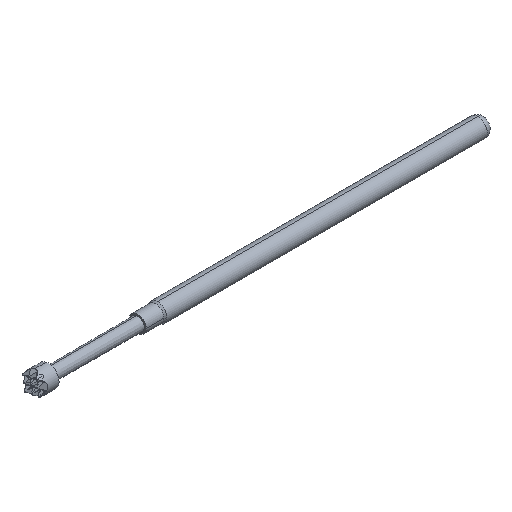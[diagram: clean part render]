
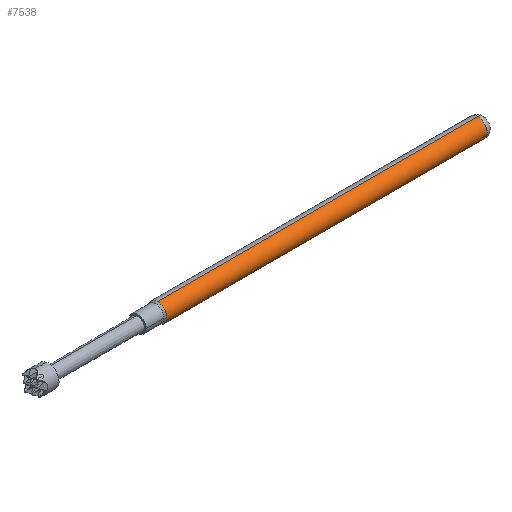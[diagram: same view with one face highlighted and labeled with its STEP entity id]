
A CAD part, isometric view. The second image highlights one B-rep face of the part: STEP entity #7538.
In plain terms, the highlighted cylindrical face has radius 0.683 mm (diameter 1.367 mm), a partial arc.
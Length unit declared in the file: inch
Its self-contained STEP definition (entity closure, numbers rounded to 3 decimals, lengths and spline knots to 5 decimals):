
#67 = LINE ( 'NONE', #841, #2856 ) ;
#263 = EDGE_CURVE ( 'NONE', #6609, #1474, #1058, .T. ) ;
#616 = EDGE_CURVE ( 'NONE', #1474, #3059, #6270, .T. ) ;
#638 = VERTEX_POINT ( 'NONE', #11718 ) ;
#841 = CARTESIAN_POINT ( 'NONE',  ( 1.0003, 0., 0.0269 ) ) ;
#1058 = CIRCLE ( 'NONE', #2421, 0.0269 ) ;
#1266 = CARTESIAN_POINT ( 'NONE',  ( 0.0565, 0., -0.0269 ) ) ;
#1315 = LINE ( 'NONE', #12094, #4103 ) ;
#1474 = VERTEX_POINT ( 'NONE', #12292 ) ;
#1573 = ORIENTED_EDGE ( 'NONE', *, *, #4387, .T. ) ;
#2387 = CARTESIAN_POINT ( 'NONE',  ( 0.9803, 0., -0.0269 ) ) ;
#2421 = AXIS2_PLACEMENT_3D ( 'NONE', #5441, #13761, #6626 ) ;
#2482 = CARTESIAN_POINT ( 'NONE',  ( 0.9803, 0., 0. ) ) ;
#2856 = VECTOR ( 'NONE', #9172, 39.37008 ) ;
#3059 = VERTEX_POINT ( 'NONE', #1266 ) ;
#3386 = DIRECTION ( 'NONE',  ( 1., 0., 0. ) ) ;
#3679 = DIRECTION ( 'NONE',  ( 0., 0., -1. ) ) ;
#3723 = EDGE_LOOP ( 'NONE', ( #12982, #1573, #7980, #12069, #4288 ) ) ;
#4103 = VECTOR ( 'NONE', #4984, 39.37008 ) ;
#4288 = ORIENTED_EDGE ( 'NONE', *, *, #616, .T. ) ;
#4387 = EDGE_CURVE ( 'NONE', #10555, #638, #9818, .T. ) ;
#4593 = DIRECTION ( 'NONE',  ( 0., 1., 0. ) ) ;
#4639 = FACE_OUTER_BOUND ( 'NONE', #3723, .T. ) ;
#4984 = DIRECTION ( 'NONE',  ( -1., 0., 0. ) ) ;
#5146 = EDGE_CURVE ( 'NONE', #10555, #3059, #1315, .T. ) ;
#5441 = CARTESIAN_POINT ( 'NONE',  ( 0.0565, 0., 0. ) ) ;
#6270 = CIRCLE ( 'NONE', #12701, 0.0269 ) ;
#6609 = VERTEX_POINT ( 'NONE', #15009 ) ;
#6626 = DIRECTION ( 'NONE',  ( 0., 1., 0. ) ) ;
#7538 = ADVANCED_FACE ( 'NONE', ( #4639 ), #9090, .T. ) ;
#7980 = ORIENTED_EDGE ( 'NONE', *, *, #8180, .T. ) ;
#8110 = DIRECTION ( 'NONE',  ( 0., 0., 1. ) ) ;
#8180 = EDGE_CURVE ( 'NONE', #638, #6609, #67, .T. ) ;
#8997 = AXIS2_PLACEMENT_3D ( 'NONE', #9232, #10440, #8110 ) ;
#9090 = CYLINDRICAL_SURFACE ( 'NONE', #8997, 0.0269 ) ;
#9172 = DIRECTION ( 'NONE',  ( -1., 0., 0. ) ) ;
#9232 = CARTESIAN_POINT ( 'NONE',  ( 1.0003, 0., 0. ) ) ;
#9818 = CIRCLE ( 'NONE', #13777, 0.0269 ) ;
#10440 = DIRECTION ( 'NONE',  ( -1., 0., 0. ) ) ;
#10517 = CARTESIAN_POINT ( 'NONE',  ( 0.0565, 0., 0. ) ) ;
#10555 = VERTEX_POINT ( 'NONE', #2387 ) ;
#10834 = DIRECTION ( 'NONE',  ( -1., 0., 0. ) ) ;
#11718 = CARTESIAN_POINT ( 'NONE',  ( 0.9803, 0., 0.0269 ) ) ;
#12069 = ORIENTED_EDGE ( 'NONE', *, *, #263, .T. ) ;
#12094 = CARTESIAN_POINT ( 'NONE',  ( 1.0003, 0., -0.0269 ) ) ;
#12292 = CARTESIAN_POINT ( 'NONE',  ( 0.0565, -0.0269, 0. ) ) ;
#12701 = AXIS2_PLACEMENT_3D ( 'NONE', #10517, #3386, #4593 ) ;
#12982 = ORIENTED_EDGE ( 'NONE', *, *, #5146, .F. ) ;
#13761 = DIRECTION ( 'NONE',  ( 1., 0., 0. ) ) ;
#13777 = AXIS2_PLACEMENT_3D ( 'NONE', #2482, #10834, #3679 ) ;
#15009 = CARTESIAN_POINT ( 'NONE',  ( 0.0565, 0., 0.0269 ) ) ;
